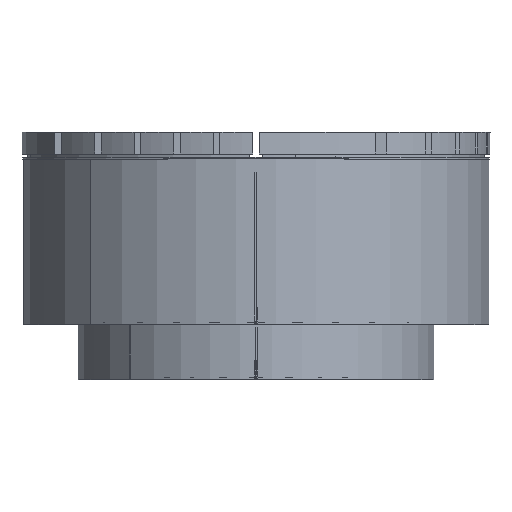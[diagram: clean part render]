
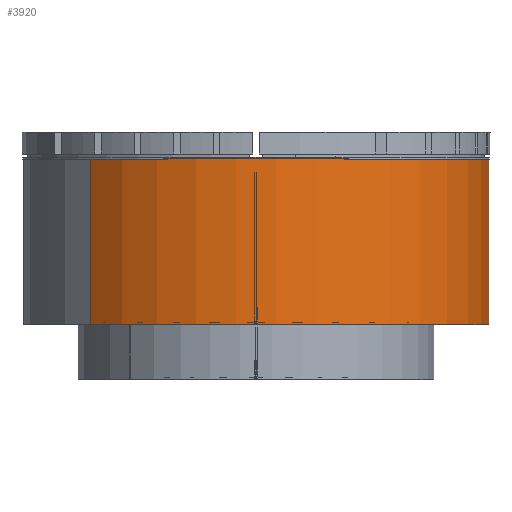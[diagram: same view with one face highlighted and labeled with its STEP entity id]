
A CAD part, top view. The second image highlights one B-rep face of the part: STEP entity #3920.
In plain terms, the highlighted cylindrical face has radius 425 mm (diameter 850 mm), a partial arc.
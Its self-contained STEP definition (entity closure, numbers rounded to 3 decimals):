
#44 = CARTESIAN_POINT ( 'NONE',  ( 0., 0., 0. ) ) ;
#400 = DIRECTION ( 'NONE',  ( 0., 0., -1. ) ) ;
#869 = CARTESIAN_POINT ( 'NONE',  ( 425., 0., 0.1 ) ) ;
#1122 = ORIENTED_EDGE ( 'NONE', *, *, #1710, .T. ) ;
#1676 = VERTEX_POINT ( 'NONE', #869 ) ;
#1710 = EDGE_CURVE ( 'NONE', #5246, #2087, #3949, .T. ) ;
#2072 = CIRCLE ( 'NONE', #10686, 425. ) ;
#2087 = VERTEX_POINT ( 'NONE', #10620 ) ;
#2354 = AXIS2_PLACEMENT_3D ( 'NONE', #12761, #12826, #9843 ) ;
#2406 = DIRECTION ( 'NONE',  ( 0., -1., 0. ) ) ;
#2437 = EDGE_CURVE ( 'NONE', #2087, #1676, #2072, .T. ) ;
#2575 = VECTOR ( 'NONE', #5921, 1000. ) ;
#2933 = ORIENTED_EDGE ( 'NONE', *, *, #2437, .T. ) ;
#3920 = ADVANCED_FACE ( 'NONE', ( #10691 ), #5586, .T. ) ;
#3949 = LINE ( 'NONE', #8091, #7622 ) ;
#4273 = ORIENTED_EDGE ( 'NONE', *, *, #5925, .F. ) ;
#5246 = VERTEX_POINT ( 'NONE', #6908 ) ;
#5578 = CARTESIAN_POINT ( 'NONE',  ( 425., 301., 0.1 ) ) ;
#5586 = CYLINDRICAL_SURFACE ( 'NONE', #12809, 425. ) ;
#5921 = DIRECTION ( 'NONE',  ( 0., -1., 0. ) ) ;
#5925 = EDGE_CURVE ( 'NONE', #10639, #1676, #11162, .T. ) ;
#6908 = CARTESIAN_POINT ( 'NONE',  ( -425., 301., -0.05 ) ) ;
#6941 = CARTESIAN_POINT ( 'NONE',  ( 425., 301., 0.1 ) ) ;
#7104 = CIRCLE ( 'NONE', #2354, 425. ) ;
#7586 = EDGE_CURVE ( 'NONE', #5246, #10639, #7104, .T. ) ;
#7622 = VECTOR ( 'NONE', #12189, 1000. ) ;
#8091 = CARTESIAN_POINT ( 'NONE',  ( -425., 2226.242, -0.05 ) ) ;
#9580 = EDGE_LOOP ( 'NONE', ( #1122, #2933, #4273, #11526 ) ) ;
#9843 = DIRECTION ( 'NONE',  ( 0., 0., 1. ) ) ;
#10195 = DIRECTION ( 'NONE',  ( 0., 0., 1. ) ) ;
#10620 = CARTESIAN_POINT ( 'NONE',  ( -425., 0., -0.05 ) ) ;
#10639 = VERTEX_POINT ( 'NONE', #5578 ) ;
#10686 = AXIS2_PLACEMENT_3D ( 'NONE', #44, #12455, #10195 ) ;
#10691 = FACE_OUTER_BOUND ( 'NONE', #9580, .T. ) ;
#11162 = LINE ( 'NONE', #6941, #2575 ) ;
#11526 = ORIENTED_EDGE ( 'NONE', *, *, #7586, .F. ) ;
#11659 = CARTESIAN_POINT ( 'NONE',  ( 0., 301., 0. ) ) ;
#12189 = DIRECTION ( 'NONE',  ( 0., -1., 0. ) ) ;
#12455 = DIRECTION ( 'NONE',  ( 0., 1., 0. ) ) ;
#12761 = CARTESIAN_POINT ( 'NONE',  ( 0., 301., 0. ) ) ;
#12809 = AXIS2_PLACEMENT_3D ( 'NONE', #11659, #2406, #400 ) ;
#12826 = DIRECTION ( 'NONE',  ( 0., 1., 0. ) ) ;
